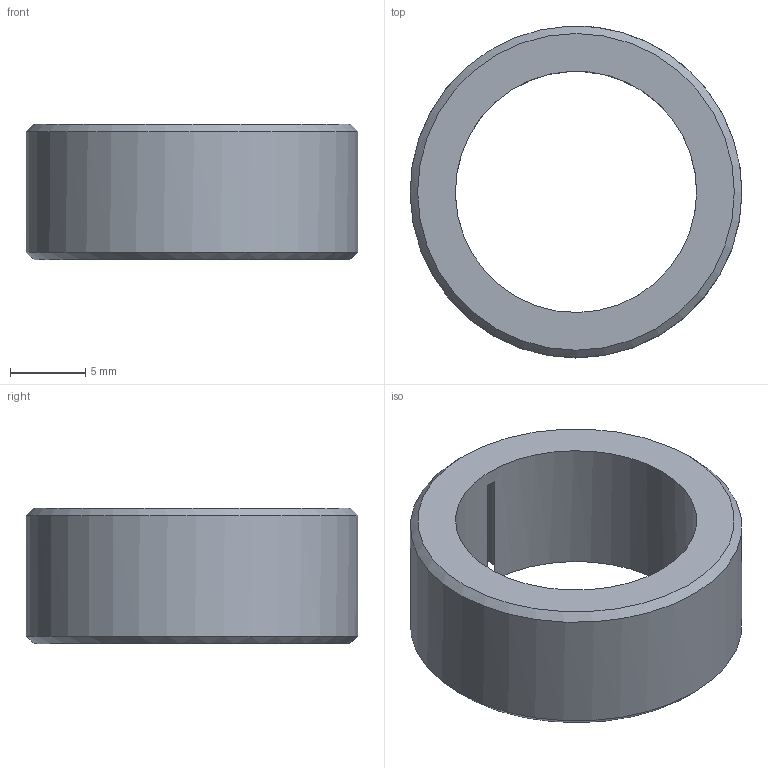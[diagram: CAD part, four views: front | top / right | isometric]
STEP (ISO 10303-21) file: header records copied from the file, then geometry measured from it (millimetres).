
FILE_DESCRIPTION( ( '' ), ' ' );
FILE_NAME( '5b2228059d022b0fc01748a3.step', '2018-06-14T08:32:07', ( '' ), ( '' ), ' ', ' ', ' ' );
FILE_SCHEMA( ( 'AUTOMOTIVE_DESIGN { 1 0 10303 214 1 1 1 1 }' ) );
Length unit declared in the file: metre
Products named in the file (1): M-Holder
Bounding box: 22 x 22 x 9 mm (x, y, z)
Volume: 1534.9 mm3; surface area: 1443.7 mm2
Topology: 1 solids, 1 shells, 9 faces, 23 edges, 15 vertices
Faces by surface type: cylinder 4, plane 3, cone 2
Full cylindrical faces by diameter (mm): 16 x1, 22 x1
Entity records: 346 total; most frequent: CARTESIAN_POINT 51, DIRECTION 48, ORIENTED_EDGE 36, AXIS2_PLACEMENT_3D 22, EDGE_CURVE 18, EDGE_LOOP 13, VERTEX_POINT 13, CIRCLE 12
